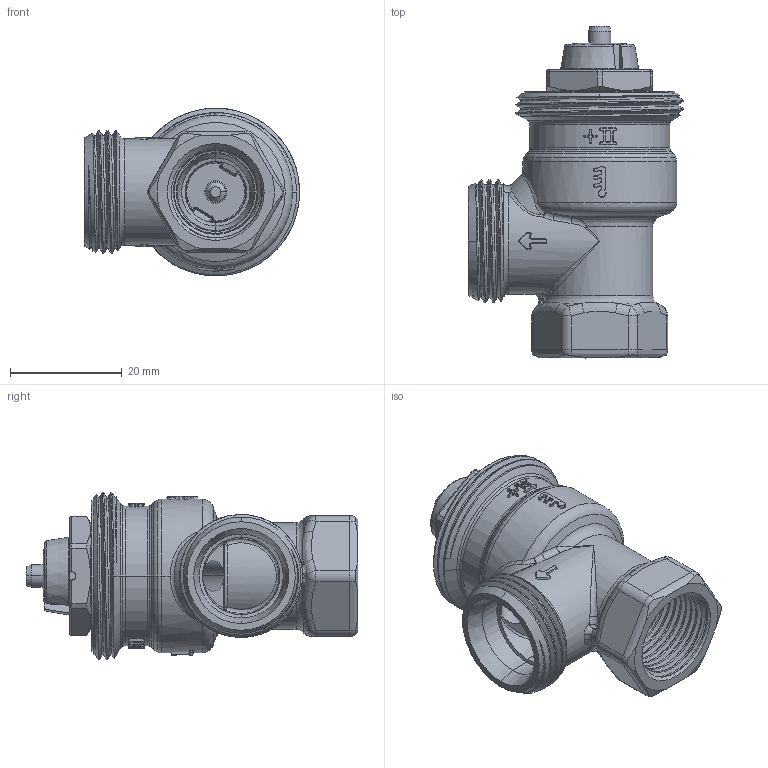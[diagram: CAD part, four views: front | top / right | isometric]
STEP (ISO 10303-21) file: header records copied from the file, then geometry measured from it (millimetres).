
FILE_DESCRIPTION((''),'2;1');
FILE_NAME('50822-010-GEWINDE_SW0001','2016-06-09T',('marann'),(''),'PRO/ENGINEER BY PARAMETRIC TECHNOLOGY CORPORATION, 2011490','PRO/ENGINEER BY PARAMETRIC TECHNOLOGY CORPORATION, 2011490','');
FILE_SCHEMA(('CONFIG_CONTROL_DESIGN'));
Products named in the file (1): 50822-010-GEWINDE_SW0001
Bounding box: 38.5 x 59.4 x 30 mm (x, y, z)
Volume: 14159.3 mm3; surface area: 13675.9 mm2
Topology: 2 solids, 2 shells, 697 faces, 1778 edges, 1099 vertices
Faces by surface type: bspline 258, cylinder 158, plane 93, cone 87, torus 74, sphere 24, extrusion 3
Entity records: 45560 total; most frequent: CARTESIAN_POINT 30918, ORIENTED_EDGE 3516, DIRECTION 2237, EDGE_CURVE 1758, VERTEX_POINT 1099, AXIS2_PLACEMENT_3D 866, B_SPLINE_CURVE_WITH_KNOTS 829, EDGE_LOOP 737
